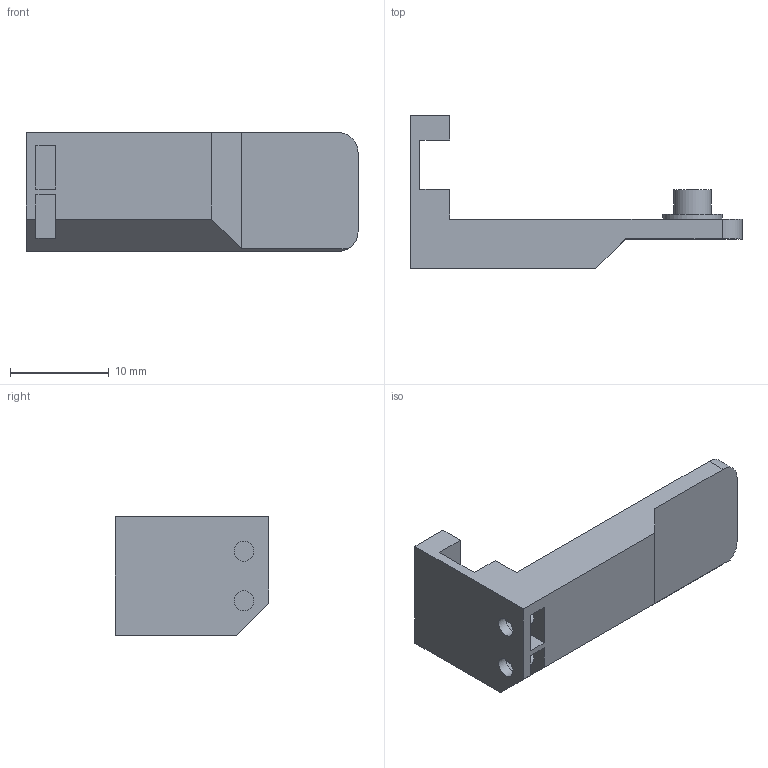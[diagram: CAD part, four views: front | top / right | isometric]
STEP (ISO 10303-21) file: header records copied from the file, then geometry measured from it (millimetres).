
FILE_DESCRIPTION(/* description */ (''),/* implementation_level */ '2;1');
FILE_NAME(/* name */ 'Right Bracket.step',/* time_stamp */ '2020-10-13T16:33:08+11:00',/* author */ (''),/* organization */ (''),/* preprocessor_version */ 'ST-DEVELOPER v18.1',/* originating_system */ 'Autodesk Translation Framework v9.3.0.1241',/* authorisation */ '');
FILE_SCHEMA (('AUTOMOTIVE_DESIGN { 1 0 10303 214 3 1 1 }'));
Length unit declared in the file: millimetre
Products named in the file (1): Right Bracket
Bounding box: 33.58 x 15.5 x 12 mm (x, y, z)
Volume: 1606.2 mm3; surface area: 1771.4 mm2
Topology: 1 solids, 1 shells, 33 faces, 90 edges, 60 vertices
Faces by surface type: plane 25, cylinder 8
Full cylindrical faces by diameter (mm): 2 x4, 3.8 x1, 6 x1
Entity records: 1090 total; most frequent: CARTESIAN_POINT 184, ORIENTED_EDGE 180, DIRECTION 175, EDGE_CURVE 90, LINE 73, VECTOR 73, VERTEX_POINT 60, AXIS2_PLACEMENT_3D 51
